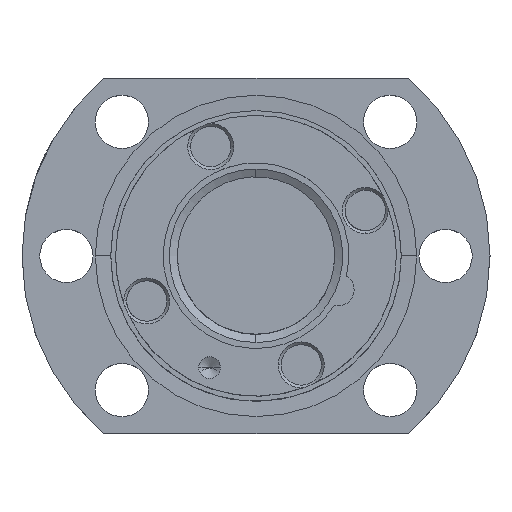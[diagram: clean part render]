
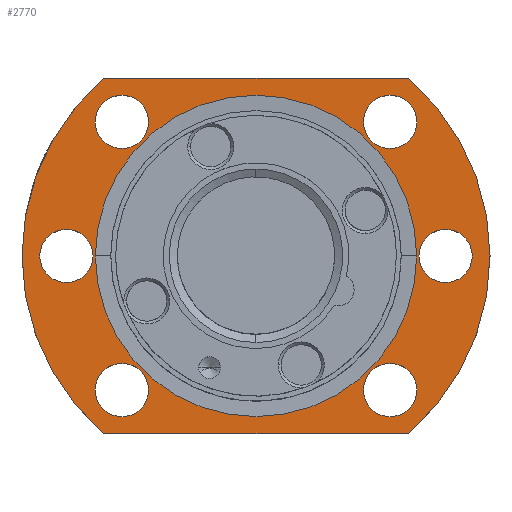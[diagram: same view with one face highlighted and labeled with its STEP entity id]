
A CAD part, top view. The second image highlights one B-rep face of the part: STEP entity #2770.
In plain terms, the highlighted planar face has unit normal (0, 0, 1).
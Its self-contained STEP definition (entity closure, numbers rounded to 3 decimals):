
#120=CARTESIAN_POINT('',(-18.894,22.,68.625));
#130=VERTEX_POINT('',#120);
#280=CARTESIAN_POINT('',(18.894,22.,68.625));
#290=VERTEX_POINT('',#280);
#320=CARTESIAN_POINT('',(0.,22.,68.625));
#330=DIRECTION('',(1.,0.,0.));
#340=VECTOR('',#330,1.);
#350=LINE('',#320,#340);
#360=EDGE_CURVE('',#130,#290,#350,.T.);
#570=CARTESIAN_POINT('',(-19.917,16.617,68.625));
#580=VERTEX_POINT('',#570);
#760=CARTESIAN_POINT('',(-13.317,16.617,68.625));
#770=VERTEX_POINT('',#760);
#800=CARTESIAN_POINT('',(-16.617,16.617,68.625));
#810=DIRECTION('',(0.,0.,-1.));
#820=DIRECTION('',(-1.,0.,0.));
#830=AXIS2_PLACEMENT_3D('',#800,#810,#820);
#840=CIRCLE('',#830,3.3);
#850=EDGE_CURVE('',#770,#580,#840,.T.);
#1460=CARTESIAN_POINT('',(53.413,-26.4,68.625));
#1470=DIRECTION('',(0.,0.,-1.));
#1480=DIRECTION('',(-1.,0.,-0.));
#1490=AXIS2_PLACEMENT_3D('',#1460,#1470,#1480);
#1500=PLANE('',#1490);
#1510=CARTESIAN_POINT('',(0.,0.,
68.625));
#1520=DIRECTION('',(0.,0.,-1.));
#1530=DIRECTION('',(-1.,0.,0.));
#1540=AXIS2_PLACEMENT_3D('',#1510,#1520,#1530);
#1550=CIRCLE('',#1540,29.);
#1560=CARTESIAN_POINT('',(18.894,-22.,68.625));
#1570=VERTEX_POINT('',#1560);
#1580=EDGE_CURVE('',#290,#1570,#1550,.T.);
#1590=ORIENTED_EDGE('',*,*,#1580,.F.);
#1600=CARTESIAN_POINT('',(0.,-22.,68.625));
#1610=DIRECTION('',(1.,-0.,0.));
#1620=VECTOR('',#1610,1.);
#1630=LINE('',#1600,#1620);
#1640=CARTESIAN_POINT('',(-18.894,-22.,68.625));
#1650=VERTEX_POINT('',#1640);
#1660=EDGE_CURVE('',#1650,#1570,#1630,.T.);
#1670=ORIENTED_EDGE('',*,*,#1660,.T.);
#1680=CARTESIAN_POINT('',(0.,0.,
68.625));
#1690=DIRECTION('',(0.,0.,-1.));
#1700=DIRECTION('',(-1.,0.,0.));
#1710=AXIS2_PLACEMENT_3D('',#1680,#1690,#1700);
#1720=CIRCLE('',#1710,29.);
#1730=EDGE_CURVE('',#1650,#130,#1720,.T.);
#1740=ORIENTED_EDGE('',*,*,#1730,.F.);
#1750=ORIENTED_EDGE('',*,*,#360,.F.);
#1760=EDGE_LOOP('',(#1750,#1740,#1670,#1590));
#1770=FACE_OUTER_BOUND('',#1760,.T.);
#1780=CARTESIAN_POINT('',(16.617,16.617,68.625));
#1790=DIRECTION('',(0.,0.,-1.));
#1800=DIRECTION('',(-1.,0.,0.));
#1810=AXIS2_PLACEMENT_3D('',#1780,#1790,#1800);
#1820=CIRCLE('',#1810,3.3);
#1830=CARTESIAN_POINT('',(19.917,16.617,68.625));
#1840=VERTEX_POINT('',#1830);
#1850=CARTESIAN_POINT('',(13.317,16.617,68.625));
#1860=VERTEX_POINT('',#1850);
#1870=EDGE_CURVE('',#1840,#1860,#1820,.T.);
#1880=ORIENTED_EDGE('',*,*,#1870,.T.);
#1890=EDGE_CURVE('',#1860,#1840,#1820,.T.);
#1900=ORIENTED_EDGE('',*,*,#1890,.T.);
#1910=EDGE_LOOP('',(#1900,#1880));
#1920=FACE_BOUND('',#1910,.T.);
#1930=CARTESIAN_POINT('',(23.5,0.,68.625));
#1940=DIRECTION('',(0.,0.,-1.));
#1950=DIRECTION('',(-1.,0.,0.));
#1960=AXIS2_PLACEMENT_3D('',#1930,#1940,#1950);
#1970=CIRCLE('',#1960,3.3);
#1980=CARTESIAN_POINT('',(26.8,0.,68.625));
#1990=VERTEX_POINT('',#1980);
#2000=CARTESIAN_POINT('',(20.2,0.,68.625));
#2010=VERTEX_POINT('',#2000);
#2020=EDGE_CURVE('',#1990,#2010,#1970,.T.);
#2030=ORIENTED_EDGE('',*,*,#2020,.T.);
#2040=EDGE_CURVE('',#2010,#1990,#1970,.T.);
#2050=ORIENTED_EDGE('',*,*,#2040,.T.);
#2060=EDGE_LOOP('',(#2050,#2030));
#2070=FACE_BOUND('',#2060,.T.);
#2080=EDGE_CURVE('',#580,#770,#840,.T.);
#2090=ORIENTED_EDGE('',*,*,#2080,.T.);
#2100=ORIENTED_EDGE('',*,*,#850,.T.);
#2110=EDGE_LOOP('',(#2100,#2090));
#2120=FACE_BOUND('',#2110,.T.);
#2130=CARTESIAN_POINT('',(-16.617,-16.617,68.625));
#2140=DIRECTION('',(0.,0.,-1.));
#2150=DIRECTION('',(-1.,0.,0.));
#2160=AXIS2_PLACEMENT_3D('',#2130,#2140,#2150);
#2170=CIRCLE('',#2160,3.3);
#2180=CARTESIAN_POINT('',(-19.917,-16.617,68.625));
#2190=VERTEX_POINT('',#2180);
#2200=CARTESIAN_POINT('',(-13.317,-16.617,68.625));
#2210=VERTEX_POINT('',#2200);
#2220=EDGE_CURVE('',#2190,#2210,#2170,.T.);
#2230=ORIENTED_EDGE('',*,*,#2220,.T.);
#2240=EDGE_CURVE('',#2210,#2190,#2170,.T.);
#2250=ORIENTED_EDGE('',*,*,#2240,.T.);
#2260=EDGE_LOOP('',(#2250,#2230));
#2270=FACE_BOUND('',#2260,.T.);
#2280=CARTESIAN_POINT('',(-23.5,0.,68.625));
#2290=DIRECTION('',(0.,0.,-1.));
#2300=DIRECTION('',(-1.,0.,0.));
#2310=AXIS2_PLACEMENT_3D('',#2280,#2290,#2300);
#2320=CIRCLE('',#2310,3.3);
#2330=CARTESIAN_POINT('',(-20.2,0.,68.625));
#2340=VERTEX_POINT('',#2330);
#2350=CARTESIAN_POINT('',(-26.8,0.,68.625));
#2360=VERTEX_POINT('',#2350);
#2370=EDGE_CURVE('',#2340,#2360,#2320,.T.);
#2380=ORIENTED_EDGE('',*,*,#2370,.T.);
#2390=EDGE_CURVE('',#2360,#2340,#2320,.T.);
#2400=ORIENTED_EDGE('',*,*,#2390,.T.);
#2410=EDGE_LOOP('',(#2400,#2380));
#2420=FACE_BOUND('',#2410,.T.);
#2430=CARTESIAN_POINT('',(0.,0.,
68.625));
#2440=DIRECTION('',(0.,0.,1.));
#2450=DIRECTION('',(1.,0.,0.));
#2460=AXIS2_PLACEMENT_3D('',#2430,#2440,#2450);
#2470=CIRCLE('',#2460,19.913);
#2480=CARTESIAN_POINT('',(0.,-19.913,68.625)
);
#2490=VERTEX_POINT('',#2480);
#2500=CARTESIAN_POINT('',(19.913,0.,68.625))
;
#2510=VERTEX_POINT('',#2500);
#2520=EDGE_CURVE('',#2490,#2510,#2470,.T.);
#2530=ORIENTED_EDGE('',*,*,#2520,.F.);
#2540=CARTESIAN_POINT('',(-19.913,0.,68.625
));
#2550=VERTEX_POINT('',#2540);
#2560=EDGE_CURVE('',#2510,#2550,#2470,.T.);
#2570=ORIENTED_EDGE('',*,*,#2560,.F.);
#2580=EDGE_CURVE('',#2550,#2490,#2470,.T.);
#2590=ORIENTED_EDGE('',*,*,#2580,.F.);
#2600=EDGE_LOOP('',(#2590,#2570,#2530));
#2610=FACE_BOUND('',#2600,.T.);
#2620=CARTESIAN_POINT('',(16.617,-16.617,68.625));
#2630=DIRECTION('',(0.,0.,-1.));
#2640=DIRECTION('',(-1.,0.,0.));
#2650=AXIS2_PLACEMENT_3D('',#2620,#2630,#2640);
#2660=CIRCLE('',#2650,3.3);
#2670=CARTESIAN_POINT('',(13.317,-16.617,68.625));
#2680=VERTEX_POINT('',#2670);
#2690=CARTESIAN_POINT('',(19.917,-16.617,68.625));
#2700=VERTEX_POINT('',#2690);
#2710=EDGE_CURVE('',#2680,#2700,#2660,.T.);
#2720=ORIENTED_EDGE('',*,*,#2710,.T.);
#2730=EDGE_CURVE('',#2700,#2680,#2660,.T.);
#2740=ORIENTED_EDGE('',*,*,#2730,.T.);
#2750=EDGE_LOOP('',(#2740,#2720));
#2760=FACE_BOUND('',#2750,.T.);
#2770=ADVANCED_FACE('',(#1770,#1920,#2070,#2120,#2270,#2420,#2610,#2760)
,#1500,.F.);
